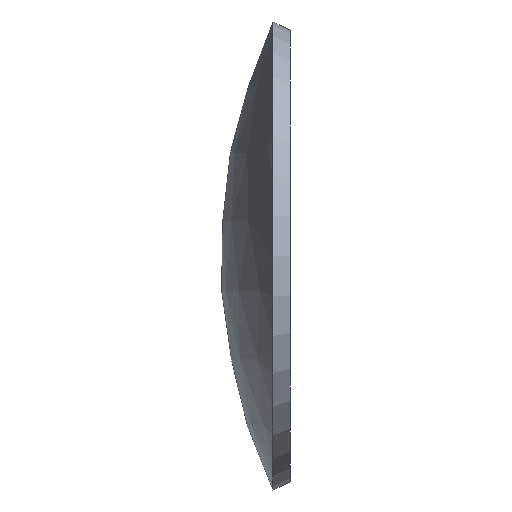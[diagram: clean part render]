
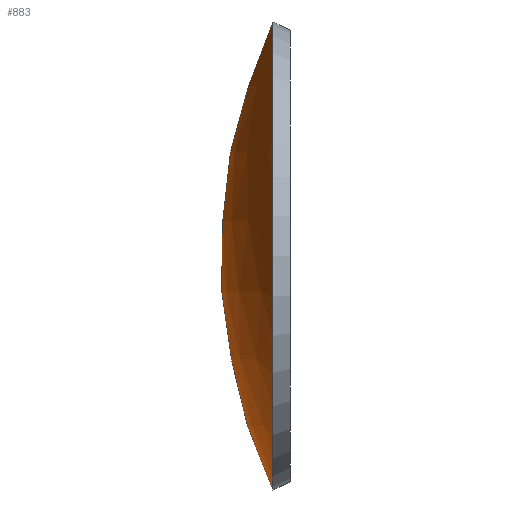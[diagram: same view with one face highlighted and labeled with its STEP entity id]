
A CAD part, left-side view. The second image highlights one B-rep face of the part: STEP entity #883.
In plain terms, the highlighted spherical face has radius 70.826 mm.
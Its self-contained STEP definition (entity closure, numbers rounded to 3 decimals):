
#408 = ORIENTED_EDGE ( 'NONE', *, *, #10421, .F. ) ;
#445 = CARTESIAN_POINT ( 'NONE',  ( 0., 2.262, 0. ) ) ;
#676 = CARTESIAN_POINT ( 'NONE',  ( 0., -61.826, 0. ) ) ;
#737 = SPHERICAL_SURFACE ( 'NONE', #9303, 70.826 ) ;
#883 = ADVANCED_FACE ( 'NONE', ( #9198 ), #737, .T. ) ;
#1746 = VERTEX_POINT ( 'NONE', #10912 ) ;
#2108 = CIRCLE ( 'NONE', #7412, 30.15 ) ;
#2469 = DIRECTION ( 'NONE',  ( 0., -1., 0. ) ) ;
#3449 = DIRECTION ( 'NONE',  ( 1., 0., 0. ) ) ;
#3582 = EDGE_LOOP ( 'NONE', ( #408 ) ) ;
#5533 = DIRECTION ( 'NONE',  ( 1., 0., 0. ) ) ;
#6554 = DIRECTION ( 'NONE',  ( 0., 0., 1. ) ) ;
#7412 = AXIS2_PLACEMENT_3D ( 'NONE', #445, #2469, #3449 ) ;
#9198 = FACE_OUTER_BOUND ( 'NONE', #3582, .T. ) ;
#9303 = AXIS2_PLACEMENT_3D ( 'NONE', #676, #6554, #5533 ) ;
#10421 = EDGE_CURVE ( 'NONE', #1746, #1746, #2108, .T. ) ;
#10912 = CARTESIAN_POINT ( 'NONE',  ( 30.15, 2.262, 0. ) ) ;
